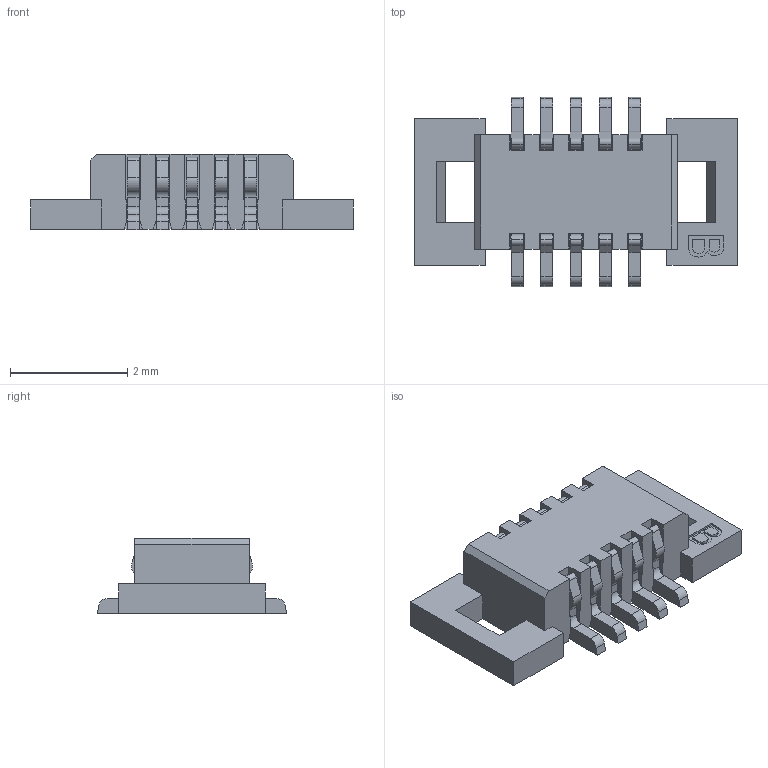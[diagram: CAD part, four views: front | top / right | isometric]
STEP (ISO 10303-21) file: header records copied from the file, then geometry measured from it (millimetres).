
FILE_DESCRIPTION((''),'2;1');
FILE_NAME('FBB05001-M10_REF','2021-05-18T',('gongcheng6'),(''),'PRO/ENGINEER BY PARAMETRIC TECHNOLOGY CORPORATION, 2010280','PRO/ENGINEER BY PARAMETRIC TECHNOLOGY CORPORATION, 2010280','');
FILE_SCHEMA(('CONFIG_CONTROL_DESIGN'));
Length unit declared in the file: millimetre
Products named in the file (1): FBB05001-M10_REF
Bounding box: 5.5 x 3.23 x 1.29 mm (x, y, z)
Volume: 10.4 mm3; surface area: 82.3 mm2
Topology: 1 solids, 1 shells, 592 faces, 1844 edges, 1235 vertices
Faces by surface type: plane 392, cylinder 200
Entity records: 20867 total; most frequent: CARTESIAN_POINT 4072, ORIENTED_EDGE 3688, DIRECTION 3364, EDGE_CURVE 1844, VECTOR 1348, LINE 1348, VERTEX_POINT 1235, AXIS2_PLACEMENT_3D 1008
